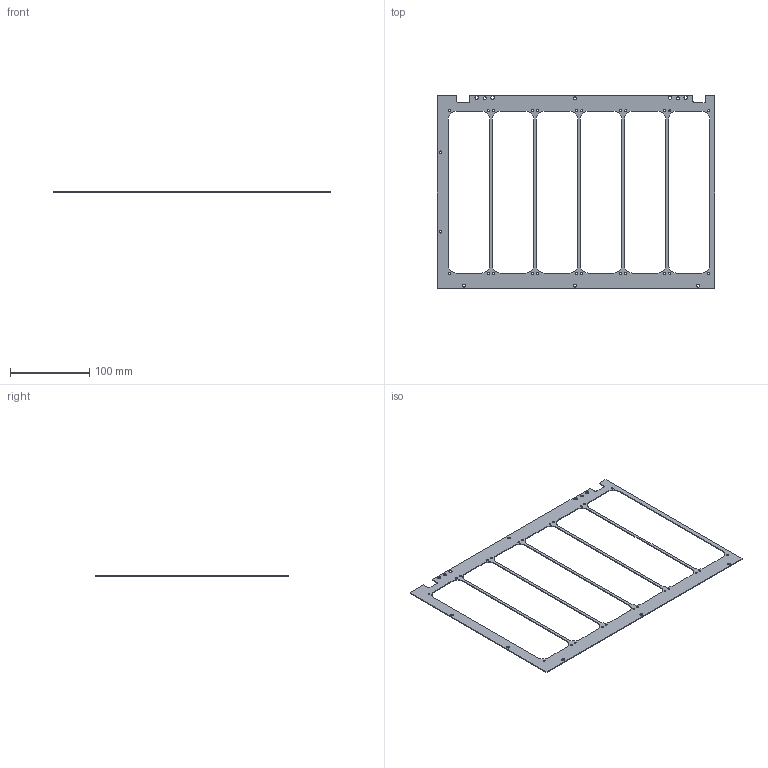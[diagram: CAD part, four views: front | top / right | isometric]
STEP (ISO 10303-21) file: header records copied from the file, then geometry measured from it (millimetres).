
FILE_DESCRIPTION(/* description */ (''),/* implementation_level */ '2;1');
FILE_NAME(/* name */ 'Under Base Frame.step',/* time_stamp */ '2023-09-15T12:24:47+02:00',/* author */ (''),/* organization */ (''),/* preprocessor_version */ 'ST-DEVELOPER v20',/* originating_system */ 'Autodesk Translation Framework v12.9.0.99',/* authorisation */ '');
FILE_SCHEMA (('AUTOMOTIVE_DESIGN { 1 0 10303 214 3 1 1 }'));
Length unit declared in the file: millimetre
Products named in the file (1): Under Base Frame
Bounding box: 349.2 x 244.3 x 1 mm (x, y, z)
Volume: 21598.5 mm3; surface area: 47718.3 mm2
Topology: 1 solids, 1 shells, 106 faces, 312 edges, 208 vertices
Faces by surface type: cylinder 64, plane 42
Full cylindrical faces by diameter (mm): 2.4 x24, 3.5 x2, 3.8 x6, 4.5 x4
Entity records: 3785 total; most frequent: DIRECTION 654, CARTESIAN_POINT 627, ORIENTED_EDGE 624, EDGE_CURVE 312, AXIS2_PLACEMENT_3D 235, VERTEX_POINT 208, EDGE_LOOP 190, LINE 184
